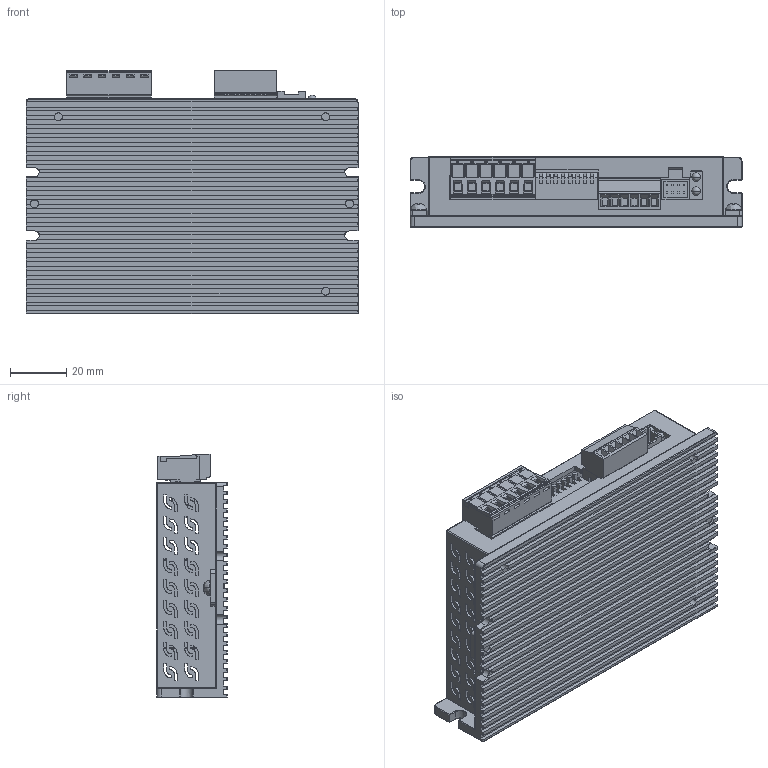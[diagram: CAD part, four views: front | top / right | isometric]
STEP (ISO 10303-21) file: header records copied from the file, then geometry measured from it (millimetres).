
FILE_DESCRIPTION((''),'2;1');
FILE_NAME('RT-NT60H3_0','2025-03-20T18:40:14',('ruiwe'),(''),'CREO PARAMETRIC BY PTC INC, 2021063','CREO PARAMETRIC BY PTC INC, 2021063','');
FILE_SCHEMA(('CONFIG_CONTROL_DESIGN','SHAPE_APPEARANCE_LAYERS_GROUPS'));
Products named in the file (1): RT-NT60H3_0
Bounding box: 118 x 25 x 86.5 mm (x, y, z)
Volume: 68645.1 mm3; surface area: 87563.7 mm2
Topology: 13 solids, 53 shells, 3894 faces, 10443 edges, 6694 vertices
Faces by surface type: plane 2346, cylinder 877, bspline 191, torus 172, extrusion 156, cone 98, sphere 54
Entity records: 132466 total; most frequent: CARTESIAN_POINT 36096, ORIENTED_EDGE 20676, DIRECTION 18547, EDGE_CURVE 10389, VECTOR 7489, LINE 7333, VERTEX_POINT 6732, AXIS2_PLACEMENT_3D 5529
